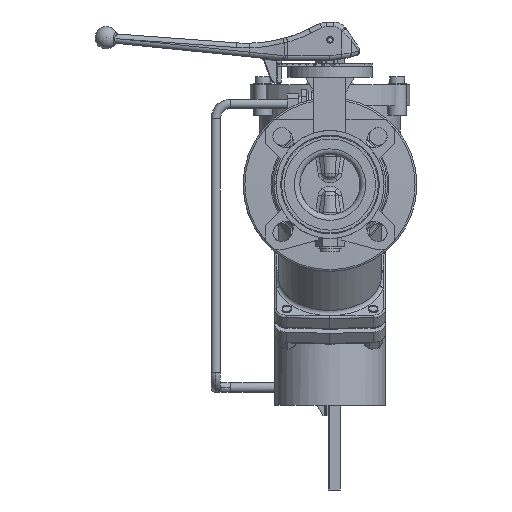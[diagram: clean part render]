
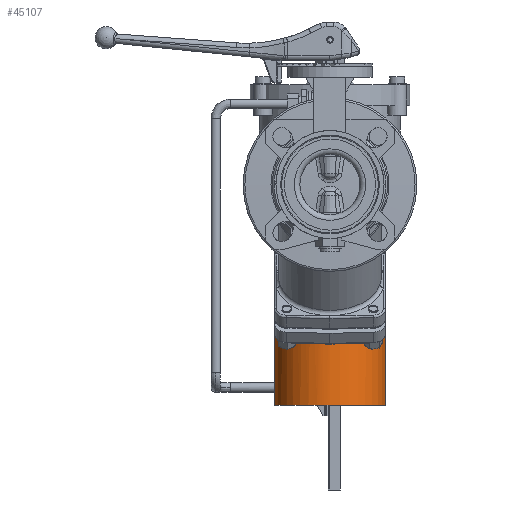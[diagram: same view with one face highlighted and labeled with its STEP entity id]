
A CAD part, left-side view. The second image highlights one B-rep face of the part: STEP entity #45107.
In plain terms, the highlighted cylindrical face has radius 59 mm (diameter 118 mm), a full revolution.
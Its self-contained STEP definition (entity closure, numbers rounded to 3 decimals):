
#2847=FACE_BOUND('',#6706,.T.);
#3068=B_SPLINE_CURVE_WITH_KNOTS('',3,(#63725,#63726,#63727,#63728,#63729,
#63730,#63731,#63732,#63733,#63734,#63735,#63736,#63737,#63738,#63739,#63740,
#63741,#63742),.UNSPECIFIED.,.F.,.F.,(4,2,2,2,2,2,2,2,4),(3.769,
3.957,4.146,4.334,4.523,4.711,
4.899,5.088,5.276),.UNSPECIFIED.);
#3069=B_SPLINE_CURVE_WITH_KNOTS('',3,(#63743,#63744,#63745,#63746,#63747,
#63748,#63749,#63750,#63751,#63752,#63753,#63754,#63755,#63756,#63757,#63758,
#63759,#63760,#63761),.UNSPECIFIED.,.F.,.F.,(4,2,2,2,3,2,2,2,4),(2.261,
2.45,2.638,2.827,3.015,3.203,
3.392,3.58,3.769),.UNSPECIFIED.);
#3859=CYLINDRICAL_SURFACE('',#47747,59.);
#4174=FACE_OUTER_BOUND('',#6705,.T.);
#6705=EDGE_LOOP('',(#29885,#29886,#29887,#29888,#29889,#29890,#29891,#29892,
#29893,#29894,#29895,#29896,#29897,#29898));
#6706=EDGE_LOOP('',(#29899,#29900));
#9457=LINE('',#63766,#13554);
#13554=VECTOR('',#51724,59.);
#17656=CIRCLE('',#47748,59.);
#17657=CIRCLE('',#47749,59.);
#17658=CIRCLE('',#47750,59.);
#17659=CIRCLE('',#47751,59.);
#17660=CIRCLE('',#47752,59.);
#17661=CIRCLE('',#47753,59.);
#17662=CIRCLE('',#47754,59.);
#17663=CIRCLE('',#47755,59.);
#17664=CIRCLE('',#47756,59.);
#17665=CIRCLE('',#47757,59.);
#17666=CIRCLE('',#47758,59.);
#17667=CIRCLE('',#47759,59.);
#18840=VERTEX_POINT('',#63722);
#18841=VERTEX_POINT('',#63724);
#18842=VERTEX_POINT('',#63763);
#18843=VERTEX_POINT('',#63765);
#18844=VERTEX_POINT('',#63767);
#18845=VERTEX_POINT('',#63769);
#18846=VERTEX_POINT('',#63771);
#18847=VERTEX_POINT('',#63773);
#18848=VERTEX_POINT('',#63775);
#18849=VERTEX_POINT('',#63777);
#18850=VERTEX_POINT('',#63779);
#18851=VERTEX_POINT('',#63781);
#18852=VERTEX_POINT('',#63783);
#18853=VERTEX_POINT('',#63785);
#23175=EDGE_CURVE('',#18840,#18841,#3068,.T.);
#23176=EDGE_CURVE('',#18841,#18840,#3069,.T.);
#23177=EDGE_CURVE('',#18842,#18842,#17656,.T.);
#23178=EDGE_CURVE('',#18842,#18843,#9457,.T.);
#23179=EDGE_CURVE('',#18844,#18843,#17657,.T.);
#23180=EDGE_CURVE('',#18845,#18844,#17658,.T.);
#23181=EDGE_CURVE('',#18846,#18845,#17659,.T.);
#23182=EDGE_CURVE('',#18847,#18846,#17660,.T.);
#23183=EDGE_CURVE('',#18848,#18847,#17661,.T.);
#23184=EDGE_CURVE('',#18849,#18848,#17662,.T.);
#23185=EDGE_CURVE('',#18850,#18849,#17663,.T.);
#23186=EDGE_CURVE('',#18851,#18850,#17664,.T.);
#23187=EDGE_CURVE('',#18852,#18851,#17665,.T.);
#23188=EDGE_CURVE('',#18853,#18852,#17666,.T.);
#23189=EDGE_CURVE('',#18843,#18853,#17667,.T.);
#29885=ORIENTED_EDGE('',*,*,#23177,.F.);
#29886=ORIENTED_EDGE('',*,*,#23178,.T.);
#29887=ORIENTED_EDGE('',*,*,#23179,.F.);
#29888=ORIENTED_EDGE('',*,*,#23180,.F.);
#29889=ORIENTED_EDGE('',*,*,#23181,.F.);
#29890=ORIENTED_EDGE('',*,*,#23182,.F.);
#29891=ORIENTED_EDGE('',*,*,#23183,.F.);
#29892=ORIENTED_EDGE('',*,*,#23184,.F.);
#29893=ORIENTED_EDGE('',*,*,#23185,.F.);
#29894=ORIENTED_EDGE('',*,*,#23186,.F.);
#29895=ORIENTED_EDGE('',*,*,#23187,.F.);
#29896=ORIENTED_EDGE('',*,*,#23188,.F.);
#29897=ORIENTED_EDGE('',*,*,#23189,.F.);
#29898=ORIENTED_EDGE('',*,*,#23178,.F.);
#29899=ORIENTED_EDGE('',*,*,#23176,.F.);
#29900=ORIENTED_EDGE('',*,*,#23175,.F.);
#45107=ADVANCED_FACE('',(#4174,#2847),#3859,.T.);
#47747=AXIS2_PLACEMENT_3D('',#63762,#51720,#51721);
#47748=AXIS2_PLACEMENT_3D('',#63764,#51722,#51723);
#47749=AXIS2_PLACEMENT_3D('',#63768,#51725,#51726);
#47750=AXIS2_PLACEMENT_3D('',#63770,#51727,#51728);
#47751=AXIS2_PLACEMENT_3D('',#63772,#51729,#51730);
#47752=AXIS2_PLACEMENT_3D('',#63774,#51731,#51732);
#47753=AXIS2_PLACEMENT_3D('',#63776,#51733,#51734);
#47754=AXIS2_PLACEMENT_3D('',#63778,#51735,#51736);
#47755=AXIS2_PLACEMENT_3D('',#63780,#51737,#51738);
#47756=AXIS2_PLACEMENT_3D('',#63782,#51739,#51740);
#47757=AXIS2_PLACEMENT_3D('',#63784,#51741,#51742);
#47758=AXIS2_PLACEMENT_3D('',#63786,#51743,#51744);
#47759=AXIS2_PLACEMENT_3D('',#63787,#51745,#51746);
#51720=DIRECTION('center_axis',(0.,0.,1.));
#51721=DIRECTION('ref_axis',(-1.,0.,0.));
#51722=DIRECTION('center_axis',(0.,0.,1.));
#51723=DIRECTION('ref_axis',(-1.,0.,0.));
#51724=DIRECTION('',(0.,0.,-1.));
#51725=DIRECTION('center_axis',(0.,0.,-1.));
#51726=DIRECTION('ref_axis',(-1.,0.,0.));
#51727=DIRECTION('center_axis',(0.,0.,-1.));
#51728=DIRECTION('ref_axis',(-1.,0.,0.));
#51729=DIRECTION('center_axis',(0.,0.,-1.));
#51730=DIRECTION('ref_axis',(-1.,0.,0.));
#51731=DIRECTION('center_axis',(0.,0.,-1.));
#51732=DIRECTION('ref_axis',(-1.,0.,0.));
#51733=DIRECTION('center_axis',(0.,0.,-1.));
#51734=DIRECTION('ref_axis',(-1.,0.,0.));
#51735=DIRECTION('center_axis',(0.,0.,-1.));
#51736=DIRECTION('ref_axis',(-1.,0.,0.));
#51737=DIRECTION('center_axis',(0.,0.,-1.));
#51738=DIRECTION('ref_axis',(-1.,0.,0.));
#51739=DIRECTION('center_axis',(0.,0.,-1.));
#51740=DIRECTION('ref_axis',(-1.,0.,0.));
#51741=DIRECTION('center_axis',(0.,0.,-1.));
#51742=DIRECTION('ref_axis',(-1.,0.,0.));
#51743=DIRECTION('center_axis',(0.,0.,-1.));
#51744=DIRECTION('ref_axis',(-1.,0.,0.));
#51745=DIRECTION('center_axis',(0.,0.,-1.));
#51746=DIRECTION('ref_axis',(-1.,0.,0.));
#63722=CARTESIAN_POINT('',(0.,59.,-211.));
#63724=CARTESIAN_POINT('',(0.,59.,-221.));
#63725=CARTESIAN_POINT('Ctrl Pts',(0.,59.,
-211.));
#63726=CARTESIAN_POINT('Ctrl Pts',(0.628,59.,-211.));
#63727=CARTESIAN_POINT('Ctrl Pts',(1.298,58.989,-211.126));
#63728=CARTESIAN_POINT('Ctrl Pts',(2.53,58.949,-211.636));
#63729=CARTESIAN_POINT('Ctrl Pts',(3.092,58.921,-212.021));
#63730=CARTESIAN_POINT('Ctrl Pts',(3.979,58.867,-212.908));
#63731=CARTESIAN_POINT('Ctrl Pts',(4.364,58.839,-213.47));
#63732=CARTESIAN_POINT('Ctrl Pts',(4.874,58.799,-214.702));
#63733=CARTESIAN_POINT('Ctrl Pts',(5.,58.788,-215.372));
#63734=CARTESIAN_POINT('Ctrl Pts',(5.,58.788,-216.628));
#63735=CARTESIAN_POINT('Ctrl Pts',(4.874,58.799,-217.298));
#63736=CARTESIAN_POINT('Ctrl Pts',(4.364,58.839,-218.53));
#63737=CARTESIAN_POINT('Ctrl Pts',(3.979,58.867,-219.092));
#63738=CARTESIAN_POINT('Ctrl Pts',(3.092,58.921,-219.979));
#63739=CARTESIAN_POINT('Ctrl Pts',(2.53,58.949,-220.364));
#63740=CARTESIAN_POINT('Ctrl Pts',(1.298,58.989,-220.874));
#63741=CARTESIAN_POINT('Ctrl Pts',(0.628,59.,-221.));
#63742=CARTESIAN_POINT('Ctrl Pts',(0.,59.,
-221.));
#63743=CARTESIAN_POINT('Ctrl Pts',(0.,59.,
-221.));
#63744=CARTESIAN_POINT('Ctrl Pts',(-0.628,59.,
-221.));
#63745=CARTESIAN_POINT('Ctrl Pts',(-1.298,58.989,-220.874));
#63746=CARTESIAN_POINT('Ctrl Pts',(-2.53,58.949,-220.364));
#63747=CARTESIAN_POINT('Ctrl Pts',(-3.092,58.921,-219.979));
#63748=CARTESIAN_POINT('Ctrl Pts',(-3.979,58.867,-219.092));
#63749=CARTESIAN_POINT('Ctrl Pts',(-4.364,58.839,-218.53));
#63750=CARTESIAN_POINT('Ctrl Pts',(-4.875,58.799,-217.298));
#63751=CARTESIAN_POINT('Ctrl Pts',(-5.,58.788,-216.628));
#63752=CARTESIAN_POINT('Ctrl Pts',(-5.,58.788,-216.));
#63753=CARTESIAN_POINT('Ctrl Pts',(-5.,58.788,-215.372));
#63754=CARTESIAN_POINT('Ctrl Pts',(-4.875,58.799,-214.702));
#63755=CARTESIAN_POINT('Ctrl Pts',(-4.364,58.839,-213.47));
#63756=CARTESIAN_POINT('Ctrl Pts',(-3.979,58.867,-212.908));
#63757=CARTESIAN_POINT('Ctrl Pts',(-3.092,58.921,-212.021));
#63758=CARTESIAN_POINT('Ctrl Pts',(-2.53,58.949,-211.636));
#63759=CARTESIAN_POINT('Ctrl Pts',(-1.298,58.989,-211.126));
#63760=CARTESIAN_POINT('Ctrl Pts',(-0.628,59.,
-211.));
#63761=CARTESIAN_POINT('Ctrl Pts',(0.,59.,
-211.));
#63762=CARTESIAN_POINT('Origin',(0.,0.,-158.75));
#63763=CARTESIAN_POINT('',(59.,0.,-82.5));
#63764=CARTESIAN_POINT('Origin',(0.,0.,-82.5));
#63765=CARTESIAN_POINT('',(59.,0.,-235.));
#63766=CARTESIAN_POINT('',(59.,0.,-158.75));
#63767=CARTESIAN_POINT('',(58.966,2.,-235.));
#63768=CARTESIAN_POINT('Origin',(0.,0.,-235.));
#63769=CARTESIAN_POINT('',(58.945,2.54,-235.));
#63770=CARTESIAN_POINT('Origin',(0.,0.,-235.));
#63771=CARTESIAN_POINT('',(57.435,13.498,-235.));
#63772=CARTESIAN_POINT('Origin',(0.,0.,-235.));
#63773=CARTESIAN_POINT('',(-57.435,13.498,-235.));
#63774=CARTESIAN_POINT('Origin',(0.,0.,-235.));
#63775=CARTESIAN_POINT('',(-58.,10.817,-235.));
#63776=CARTESIAN_POINT('Origin',(0.,0.,-235.));
#63777=CARTESIAN_POINT('',(-58.874,3.849,-235.));
#63778=CARTESIAN_POINT('Origin',(0.,0.,-235.));
#63779=CARTESIAN_POINT('',(-58.96,2.176,-235.));
#63780=CARTESIAN_POINT('Origin',(0.,0.,-235.));
#63781=CARTESIAN_POINT('',(-58.966,2.,-235.));
#63782=CARTESIAN_POINT('Origin',(0.,0.,-235.));
#63783=CARTESIAN_POINT('',(-59.,0.,-235.));
#63784=CARTESIAN_POINT('Origin',(0.,0.,-235.));
#63785=CARTESIAN_POINT('',(57.966,-11.,-235.));
#63786=CARTESIAN_POINT('Origin',(0.,0.,-235.));
#63787=CARTESIAN_POINT('Origin',(0.,0.,-235.));
